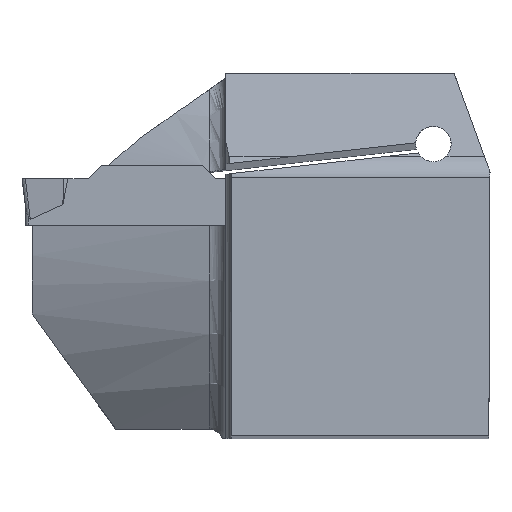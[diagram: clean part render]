
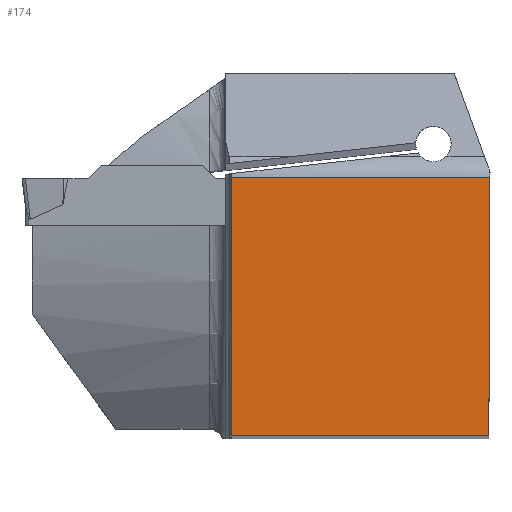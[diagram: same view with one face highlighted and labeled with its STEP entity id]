
A CAD part, top view. The second image highlights one B-rep face of the part: STEP entity #174.
In plain terms, the highlighted planar face has unit normal (0, 0, 1).
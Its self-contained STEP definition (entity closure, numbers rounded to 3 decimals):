
#120=PLANE('',#1459);
#174=ADVANCED_FACE('CU_BACK_SU1',(#252),#120,.F.);
#252=FACE_OUTER_BOUND('',#317,.T.);
#317=EDGE_LOOP('',(#558,#559,#560,#561));
#558=ORIENTED_EDGE('',*,*,#1013,.T.);
#559=ORIENTED_EDGE('',*,*,#957,.T.);
#560=ORIENTED_EDGE('',*,*,#1014,.T.);
#561=ORIENTED_EDGE('',*,*,#997,.F.);
#829=VERTEX_POINT('',#2048);
#830=VERTEX_POINT('',#2050);
#856=VERTEX_POINT('',#2173);
#857=VERTEX_POINT('',#2175);
#957=EDGE_CURVE('',#830,#829,#1117,.T.);
#997=EDGE_CURVE('',#856,#857,#1142,.T.);
#1013=EDGE_CURVE('',#856,#830,#1154,.T.);
#1014=EDGE_CURVE('',#829,#857,#1155,.T.);
#1117=LINE('',#2049,#1236);
#1142=LINE('',#2174,#1261);
#1154=LINE('',#2204,#1273);
#1155=LINE('',#2205,#1274);
#1236=VECTOR('',#1592,1.);
#1261=VECTOR('',#1659,1.);
#1273=VECTOR('',#1691,1.);
#1274=VECTOR('',#1692,1.);
#1459=AXIS2_PLACEMENT_3D('',#2206,#1693,#1694);
#1592=DIRECTION('',(0.004,1.,0.));
#1659=DIRECTION('',(0.,1.,0.));
#1691=DIRECTION('',(1.,0.,0.));
#1692=DIRECTION('',(-1.,0.,0.));
#1693=DIRECTION('',(0.,0.,-1.));
#1694=DIRECTION('',(0.,-1.,0.));
#2048=CARTESIAN_POINT('',(0.,24.875,0.));
#2049=CARTESIAN_POINT('',(0.088,44.976,0.));
#2050=CARTESIAN_POINT('',(-0.109,0.,0.));
#2173=CARTESIAN_POINT('',(-24.875,0.,0.));
#2174=CARTESIAN_POINT('',(-24.875,44.875,0.));
#2175=CARTESIAN_POINT('',(-24.875,24.875,0.));
#2204=CARTESIAN_POINT('',(23.244,0.,0.));
#2205=CARTESIAN_POINT('',(23.244,24.875,0.));
#2206=CARTESIAN_POINT('',(23.244,44.875,0.));
